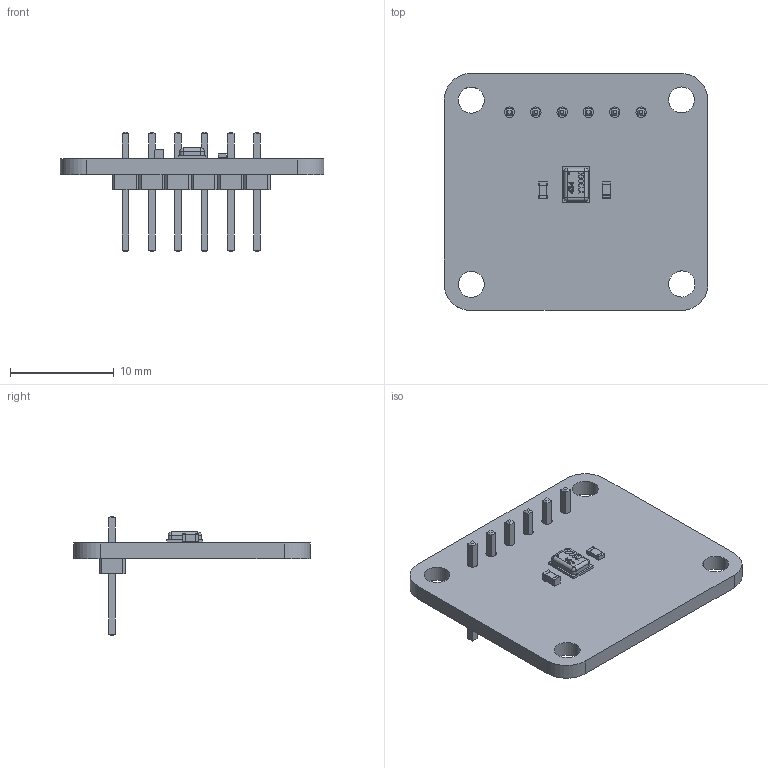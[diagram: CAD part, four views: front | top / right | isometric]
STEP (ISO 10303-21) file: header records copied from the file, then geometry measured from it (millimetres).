
FILE_DESCRIPTION(('KiCad electronic assembly'),'2;1');
FILE_NAME('Project 5- MIC CH1.step','2025-07-05T13:24:28',('Pcbnew'),( 'Kicad'),'Open CASCADE STEP processor 7.8','KiCad to STEP converter' ,'Unknown');
FILE_SCHEMA(('AUTOMOTIVE_DESIGN { 1 0 10303 214 1 1 1 1 }'));
Length unit declared in the file: millimetre
Products named in the file (6): Project 5- MIC CH1 1; PinHeader_1x06_P2.54mm_Vertical; ICS-43434; C_0603_1608Metric; R_0603_1608Metric; Project 5- MIC CH1_PCB
Assembly tree (5 placements, depth 2):
  Project 5- MIC CH1 1
    PinHeader_1x06_P2.54mm_Vertical
    ICS-43434
    C_0603_1608Metric
    R_0603_1608Metric
    Project 5- MIC CH1_PCB
Bounding box: 25.44 x 22.86 x 11.54 mm (x, y, z)
Volume: 959.6 mm3; surface area: 1664.4 mm2
Topology: 5 solids, 5 shells, 391 faces, 984 edges, 632 vertices
Faces by surface type: plane 320, cylinder 53, bspline 14, sphere 4
Full cylindrical faces by diameter (mm): 0.5 x1, 1 x6, 2.5 x2
Entity records: 14811 total; most frequent: CARTESIAN_POINT 2791, ORIENTED_EDGE 1960, DIRECTION 1824, EDGE_CURVE 980, LINE 846, VECTOR 846, VERTEX_POINT 632, AXIS2_PLACEMENT_3D 489
